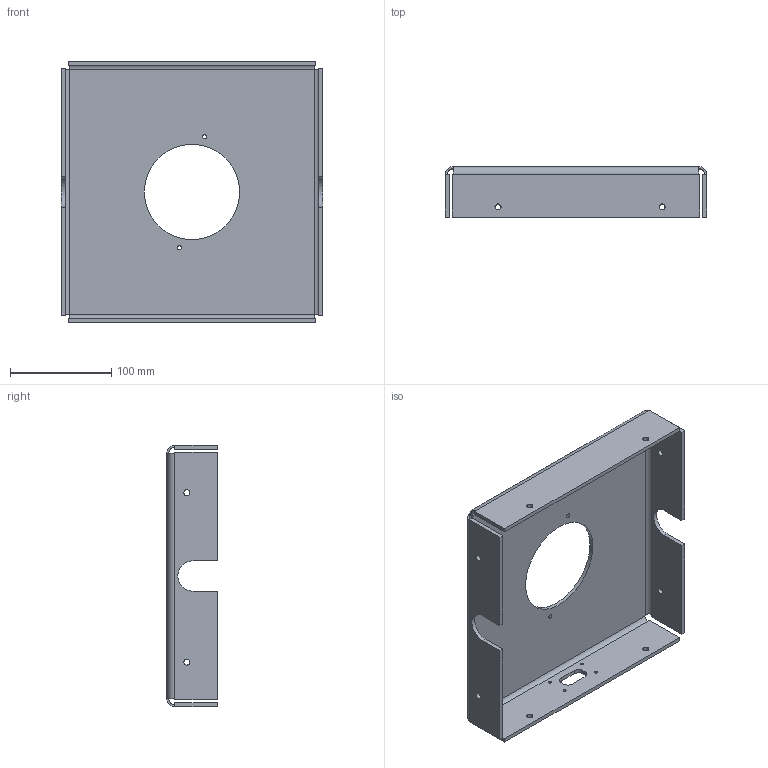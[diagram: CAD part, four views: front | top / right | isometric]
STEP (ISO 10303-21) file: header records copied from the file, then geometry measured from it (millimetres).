
FILE_DESCRIPTION(/* description */ (''),/* implementation_level */ '2;1');
FILE_NAME(/* name */ 'Caja Base.stp',/* time_stamp */ '2020-06-09T19:29:36-04:00',/* author */ ('Juan'),/* organization */ (''),/* preprocessor_version */ 'ST-DEVELOPER v18',/* originating_system */ 'Autodesk Inventor 2020',/* authorisation */ '');
FILE_SCHEMA (('AUTOMOTIVE_DESIGN { 1 0 10303 214 3 1 1 }'));
Length unit declared in the file: millimetre
Products named in the file (1): Caja Base
Bounding box: 258 x 50 x 258 mm (x, y, z)
Volume: 380600.7 mm3; surface area: 213158.5 mm2
Topology: 1 solids, 1 shells, 77 faces, 208 edges, 133 vertices
Faces by surface type: plane 48, cylinder 29
Full cylindrical faces by diameter (mm): 3 x4, 4 x2, 6 x8, 94 x1
Entity records: 2520 total; most frequent: DIRECTION 433, CARTESIAN_POINT 419, ORIENTED_EDGE 416, EDGE_CURVE 208, AXIS2_PLACEMENT_3D 147, LINE 139, VECTOR 139, VERTEX_POINT 133
